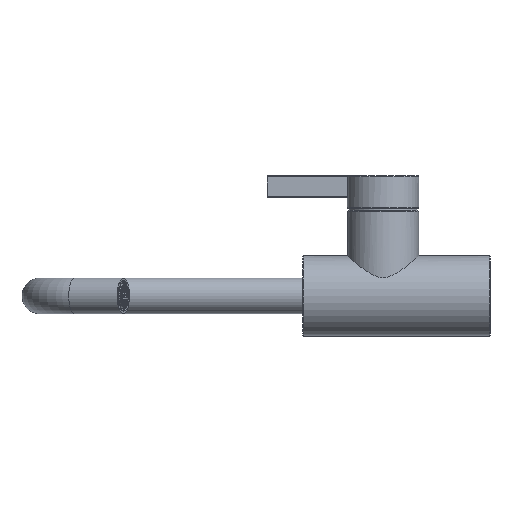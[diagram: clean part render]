
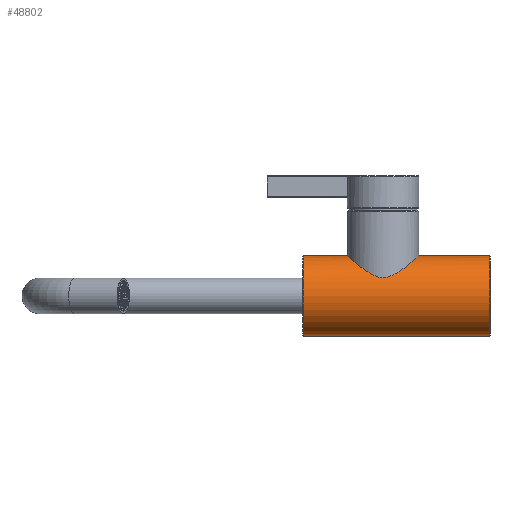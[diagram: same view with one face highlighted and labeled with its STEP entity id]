
A CAD part, left-side view. The second image highlights one B-rep face of the part: STEP entity #48802.
In plain terms, the highlighted cylindrical face has radius 22.5 mm (diameter 45 mm), a full revolution.
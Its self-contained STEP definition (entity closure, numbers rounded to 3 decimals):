
#322=LINE('',#68483,#3301);
#323=LINE('',#68487,#3302);
#3301=VECTOR('',#57089,1000.);
#3302=VECTOR('',#57092,1000.);
#8685=CIRCLE('',#52847,22.5);
#8686=CIRCLE('',#52848,22.5);
#10159=ORIENTED_EDGE('',*,*,#25558,.T.);
#10160=ORIENTED_EDGE('',*,*,#25559,.T.);
#10161=ORIENTED_EDGE('',*,*,#25560,.T.);
#10162=ORIENTED_EDGE('',*,*,#25557,.T.);
#10163=ORIENTED_EDGE('',*,*,#25555,.F.);
#10164=ORIENTED_EDGE('',*,*,#25556,.T.);
#10165=ORIENTED_EDGE('',*,*,#25553,.T.);
#25553=EDGE_CURVE('',#33294,#33293,#322,.T.);
#25555=EDGE_CURVE('',#33295,#33292,#323,.T.);
#25556=EDGE_CURVE('',#33295,#33294,#38454,.T.);
#25557=EDGE_CURVE('',#33293,#33292,#38455,.T.);
#25558=EDGE_CURVE('',#33296,#33296,#38456,.T.);
#25559=EDGE_CURVE('',#33297,#33297,#8685,.T.);
#25560=EDGE_CURVE('',#33298,#33298,#8686,.F.);
#33292=VERTEX_POINT('',#68481);
#33293=VERTEX_POINT('',#68482);
#33294=VERTEX_POINT('',#68484);
#33295=VERTEX_POINT('',#68486);
#33296=VERTEX_POINT('',#68536);
#33297=VERTEX_POINT('',#68538);
#33298=VERTEX_POINT('',#68540);
#38454=B_SPLINE_CURVE_WITH_KNOTS('',3,(#68489,#68490,#68491,#68492,#68493,
#68494,#68495,#68496,#68497,#68498,#68499,#68500,#68501,#68502,#68503,#68504,
#68505),.UNSPECIFIED.,.F.,.F.,(4,1,1,1,1,1,1,1,1,1,1,1,1,1,4),(-0.025,
-0.022,-0.019,-0.016,-0.013,
-0.009,-0.006,-0.003,0.,
0.003,0.006,0.013,0.016,
0.019,0.025),.UNSPECIFIED.);
#38455=B_SPLINE_CURVE_WITH_KNOTS('',3,(#68507,#68508,#68509,#68510,#68511,
#68512,#68513,#68514,#68515,#68516,#68517,#68518,#68519,#68520,#68521,#68522,
#68523),.UNSPECIFIED.,.F.,.F.,(4,1,1,1,1,1,1,1,1,1,1,1,1,1,4),(0.,
0.003,0.006,0.009,0.013,
0.016,0.019,0.022,0.025,
0.028,0.031,0.038,0.041,
0.044,0.05),.UNSPECIFIED.);
#38456=B_SPLINE_CURVE_WITH_KNOTS('',3,(#68525,#68526,#68527,#68528,#68529,
#68530,#68531,#68532,#68533,#68534,#68535),.UNSPECIFIED.,.T.,.F.,(1,1,1,
1,1,1,1,1,1,1,1,1,1,1,1),(-0.008,-0.005,-0.003,
0.,0.003,0.005,0.008,
0.01,0.013,0.015,0.018,
0.02,0.023,0.025,0.028),
 .UNSPECIFIED.);
#41848=EDGE_LOOP('',(#10159));
#41849=EDGE_LOOP('',(#10160));
#41850=EDGE_LOOP('',(#10161));
#41851=EDGE_LOOP('',(#10162,#10163,#10164,#10165));
#45202=FACE_BOUND('',#41848,.T.);
#45203=FACE_BOUND('',#41849,.T.);
#45204=FACE_BOUND('',#41850,.T.);
#45205=FACE_BOUND('',#41851,.T.);
#48461=CYLINDRICAL_SURFACE('',#52846,22.5);
#48802=ADVANCED_FACE('',(#45202,#45203,#45204,#45205),#48461,.T.);
#52846=AXIS2_PLACEMENT_3D('',#68524,#57097,#57098);
#52847=AXIS2_PLACEMENT_3D('',#68537,#57099,#57100);
#52848=AXIS2_PLACEMENT_3D('',#68539,#57101,#57102);
#57089=DIRECTION('',(0.,1.,0.));
#57092=DIRECTION('',(0.,1.,0.));
#57097=DIRECTION('',(0.,1.,0.));
#57098=DIRECTION('',(1.,0.,0.));
#57099=DIRECTION('',(0.,1.,0.));
#57100=DIRECTION('',(0.,0.,1.));
#57101=DIRECTION('',(0.,1.,0.));
#57102=DIRECTION('',(0.,0.,1.));
#68481=CARTESIAN_POINT('',(15.,62.784,-16.771));
#68482=CARTESIAN_POINT('',(15.,62.784,16.771));
#68483=CARTESIAN_POINT('',(15.,57.216,16.771));
#68484=CARTESIAN_POINT('',(15.,57.216,16.771));
#68486=CARTESIAN_POINT('',(15.,57.216,-16.771));
#68487=CARTESIAN_POINT('',(15.,57.216,-16.771));
#68489=CARTESIAN_POINT('',(15.,57.216,-16.771));
#68490=CARTESIAN_POINT('',(15.192,56.184,-16.599));
#68491=CARTESIAN_POINT('',(15.753,54.242,-16.087));
#68492=CARTESIAN_POINT('',(16.937,51.563,-14.853));
#68493=CARTESIAN_POINT('',(18.243,49.201,-13.234));
#68494=CARTESIAN_POINT('',(19.559,47.117,-11.215));
#68495=CARTESIAN_POINT('',(20.731,45.409,-8.889));
#68496=CARTESIAN_POINT('',(21.705,44.061,-6.169));
#68497=CARTESIAN_POINT('',(22.343,43.206,-3.208));
#68498=CARTESIAN_POINT('',(22.576,42.9,-0.008));
#68499=CARTESIAN_POINT('',(22.354,43.192,3.124));
#68500=CARTESIAN_POINT('',(21.505,44.33,7.133));
#68501=CARTESIAN_POINT('',(20.002,46.416,10.537));
#68502=CARTESIAN_POINT('',(18.253,49.184,13.219));
#68503=CARTESIAN_POINT('',(16.514,52.328,15.38));
#68504=CARTESIAN_POINT('',(15.383,55.153,16.428));
#68505=CARTESIAN_POINT('',(15.,57.216,16.771));
#68507=CARTESIAN_POINT('',(15.,62.784,16.771));
#68508=CARTESIAN_POINT('',(15.192,63.816,16.599));
#68509=CARTESIAN_POINT('',(15.753,65.758,16.087));
#68510=CARTESIAN_POINT('',(16.937,68.437,14.853));
#68511=CARTESIAN_POINT('',(18.243,70.799,13.234));
#68512=CARTESIAN_POINT('',(19.559,72.883,11.215));
#68513=CARTESIAN_POINT('',(20.731,74.591,8.889));
#68514=CARTESIAN_POINT('',(21.705,75.939,6.169));
#68515=CARTESIAN_POINT('',(22.343,76.794,3.208));
#68516=CARTESIAN_POINT('',(22.576,77.1,0.008));
#68517=CARTESIAN_POINT('',(22.354,76.808,-3.124));
#68518=CARTESIAN_POINT('',(21.505,75.67,-7.133));
#68519=CARTESIAN_POINT('',(20.002,73.584,-10.537));
#68520=CARTESIAN_POINT('',(18.253,70.816,-13.219));
#68521=CARTESIAN_POINT('',(16.514,67.672,-15.38));
#68522=CARTESIAN_POINT('',(15.383,64.847,-16.428));
#68523=CARTESIAN_POINT('',(15.,62.784,-16.771));
#68524=CARTESIAN_POINT('',(0.,-5.25,0.));
#68525=CARTESIAN_POINT('',(2.517,97.41,-22.385));
#68526=CARTESIAN_POINT('',(0.,98.445,-22.557));
#68527=CARTESIAN_POINT('',(-2.516,97.411,-22.386));
#68528=CARTESIAN_POINT('',(-3.563,94.898,-22.211));
#68529=CARTESIAN_POINT('',(-2.516,92.391,-22.385));
#68530=CARTESIAN_POINT('',(-0.003,91.355,-22.557));
#68531=CARTESIAN_POINT('',(2.515,92.388,-22.386));
#68532=CARTESIAN_POINT('',(3.564,94.899,-22.211));
#68533=CARTESIAN_POINT('',(2.517,97.41,-22.385));
#68534=CARTESIAN_POINT('',(0.,98.445,-22.557));
#68535=CARTESIAN_POINT('',(-2.516,97.411,-22.386));
#68536=CARTESIAN_POINT('',(0.,98.1,-22.5));
#68537=CARTESIAN_POINT('',(0.,0.1,0.));
#68538=CARTESIAN_POINT('',(0.,0.1,22.5));
#68539=CARTESIAN_POINT('',(0.,104.9,0.));
#68540=CARTESIAN_POINT('',(0.,104.9,22.5));
